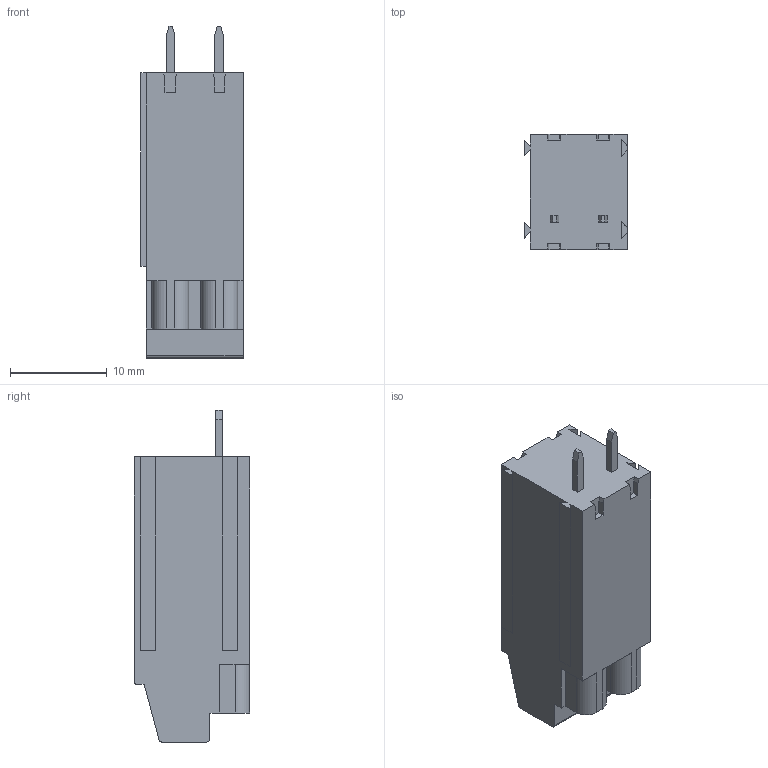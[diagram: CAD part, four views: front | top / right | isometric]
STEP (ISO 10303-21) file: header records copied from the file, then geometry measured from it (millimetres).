
FILE_DESCRIPTION( ( 'STEP AP214' ), '1' );
FILE_NAME( 'MMT252-5-V.stp', ' ', ( ' ' ), ( ' ' ), 'PSStep 14.0', 'VISI 19.0', ' ' );
FILE_SCHEMA( ( 'AUTOMOTIVE_DESIGN { 1 0 10303 214 1 1 1 1 }' ) );
Length unit declared in the file: millimetre
Products named in the file (1): 1
Bounding box: 10.58 x 11.9 x 34.35 mm (x, y, z)
Volume: 2764.9 mm3; surface area: 3167.8 mm2
Topology: 1 solids, 1 shells, 256 faces, 688 edges, 450 vertices
Faces by surface type: plane 211, cylinder 41, cone 4
Full cylindrical faces by diameter (mm): 2.6 x2, 2.85 x2, 3 x2, 3.8 x2, 4 x2
Entity records: 9963 total; most frequent: CARTESIAN_POINT 1487, ORIENTED_EDGE 1340, DIRECTION 1260, EDGE_CURVE 670, LINE 582, VECTOR 582, VERTEX_POINT 446, AXIS2_PLACEMENT_3D 339
